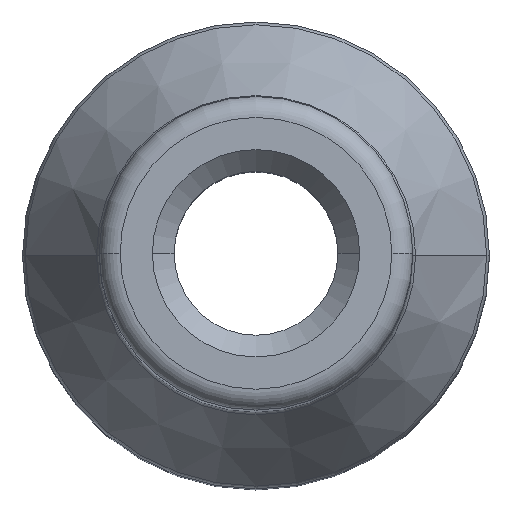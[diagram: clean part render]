
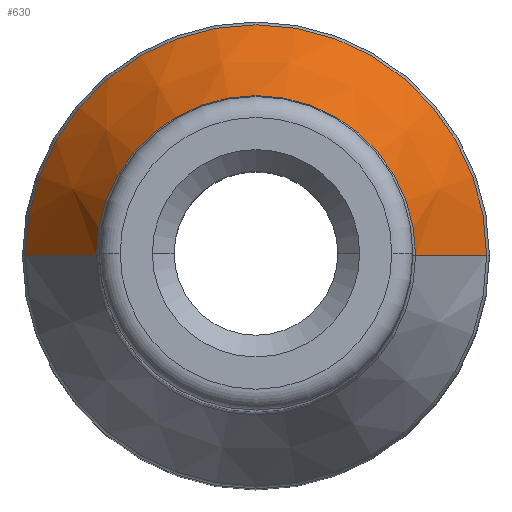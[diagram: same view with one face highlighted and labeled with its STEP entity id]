
A CAD part, top view. The second image highlights one B-rep face of the part: STEP entity #630.
In plain terms, the highlighted conical face has half-angle 30 degrees and reference radius 8.509 mm.
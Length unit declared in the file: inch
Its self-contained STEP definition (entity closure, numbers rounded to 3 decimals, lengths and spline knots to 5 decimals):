
#27 = VERTEX_POINT ( 'NONE', #571 ) ;
#35 = LINE ( 'NONE', #679, #413 ) ;
#54 = ORIENTED_EDGE ( 'NONE', *, *, #86, .T. ) ;
#86 = EDGE_CURVE ( 'NONE', #802, #466, #479, .T. ) ;
#105 = VERTEX_POINT ( 'NONE', #333 ) ;
#106 = CARTESIAN_POINT ( 'NONE',  ( 0., 0., -1.78 ) ) ;
#110 = CIRCLE ( 'NONE', #976, 0.22902 ) ;
#149 = CIRCLE ( 'NONE', #230, 0.33098 ) ;
#165 = CARTESIAN_POINT ( 'NONE',  ( 0.335, 0., -1.78 ) ) ;
#218 = AXIS2_PLACEMENT_3D ( 'NONE', #106, #983, #387 ) ;
#230 = AXIS2_PLACEMENT_3D ( 'NONE', #918, #476, #981 ) ;
#242 = CARTESIAN_POINT ( 'NONE',  ( 0.33098, 0., -1.77304 ) ) ;
#333 = CARTESIAN_POINT ( 'NONE',  ( -0.22902, 0., -1.59644 ) ) ;
#347 = CONICAL_SURFACE ( 'NONE', #218, 0.335, 0.524 ) ;
#361 = EDGE_CURVE ( 'NONE', #105, #802, #110, .T. ) ;
#368 = VECTOR ( 'NONE', #706, 39.37008 ) ;
#387 = DIRECTION ( 'NONE',  ( -1., 0., 0. ) ) ;
#413 = VECTOR ( 'NONE', #972, 39.37008 ) ;
#456 = EDGE_LOOP ( 'NONE', ( #904, #54, #596, #968 ) ) ;
#465 = CARTESIAN_POINT ( 'NONE',  ( 0.22902, 0., -1.59644 ) ) ;
#466 = VERTEX_POINT ( 'NONE', #242 ) ;
#468 = EDGE_CURVE ( 'NONE', #466, #27, #149, .T. ) ;
#476 = DIRECTION ( 'NONE',  ( 0., 0., 1. ) ) ;
#479 = LINE ( 'NONE', #165, #368 ) ;
#560 = EDGE_CURVE ( 'NONE', #105, #27, #35, .T. ) ;
#571 = CARTESIAN_POINT ( 'NONE',  ( -0.33098, 0., -1.77304 ) ) ;
#596 = ORIENTED_EDGE ( 'NONE', *, *, #468, .T. ) ;
#621 = DIRECTION ( 'NONE',  ( 0., 0., -1. ) ) ;
#630 = ADVANCED_FACE ( 'NONE', ( #842 ), #347, .T. ) ;
#679 = CARTESIAN_POINT ( 'NONE',  ( -0.335, 0., -1.78 ) ) ;
#682 = CARTESIAN_POINT ( 'NONE',  ( 0., 0., -1.59644 ) ) ;
#706 = DIRECTION ( 'NONE',  ( 0.5, 0., -0.866 ) ) ;
#802 = VERTEX_POINT ( 'NONE', #465 ) ;
#842 = FACE_OUTER_BOUND ( 'NONE', #456, .T. ) ;
#904 = ORIENTED_EDGE ( 'NONE', *, *, #361, .T. ) ;
#916 = DIRECTION ( 'NONE',  ( -1., 0., 0. ) ) ;
#918 = CARTESIAN_POINT ( 'NONE',  ( 0., 0., -1.77304 ) ) ;
#968 = ORIENTED_EDGE ( 'NONE', *, *, #560, .F. ) ;
#972 = DIRECTION ( 'NONE',  ( -0.5, 0., -0.866 ) ) ;
#976 = AXIS2_PLACEMENT_3D ( 'NONE', #682, #621, #916 ) ;
#981 = DIRECTION ( 'NONE',  ( 1., 0., 0. ) ) ;
#983 = DIRECTION ( 'NONE',  ( 0., 0., -1. ) ) ;
